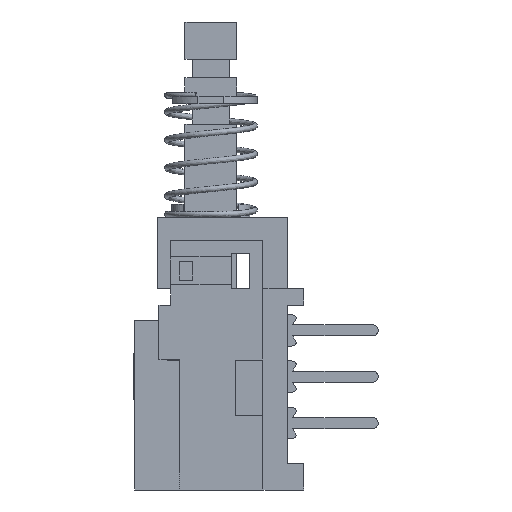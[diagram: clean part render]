
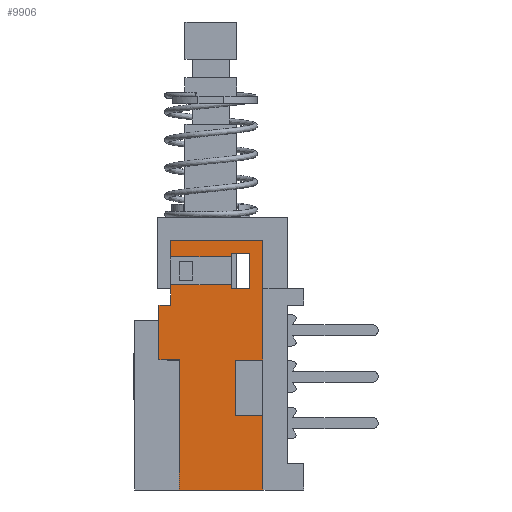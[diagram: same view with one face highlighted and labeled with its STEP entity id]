
A CAD part, left-side view. The second image highlights one B-rep face of the part: STEP entity #9906.
In plain terms, the highlighted planar face has unit normal (-1, 0, 0).
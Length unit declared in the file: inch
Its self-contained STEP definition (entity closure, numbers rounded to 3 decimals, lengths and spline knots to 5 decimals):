
#3869=CARTESIAN_POINT('',(-0.1437,0.08547,-0.12992));
#3870=VERTEX_POINT('',#3869);
#3877=CARTESIAN_POINT('',(-0.1437,-0.04331,-0.12992));
#3878=VERTEX_POINT('',#3877);
#3879=CARTESIAN_POINT('',(-0.1437,-0.04331,-0.12992));
#3880=DIRECTION('',(0.0,1.0,0.0));
#3881=VECTOR('',#3880,0.12878);
#3882=LINE('',#3879,#3881);
#3883=EDGE_CURVE('',#3878,#3870,#3882,.T.);
#4097=CARTESIAN_POINT('',(-0.1437,-0.11024,-0.03543));
#4098=VERTEX_POINT('',#4097);
#4105=CARTESIAN_POINT('',(-0.1437,-0.11024,-0.28937));
#4106=VERTEX_POINT('',#4105);
#4107=CARTESIAN_POINT('',(-0.1437,-0.11024,-0.28937));
#4108=DIRECTION('',(0.0,0.0,1.0));
#4109=VECTOR('',#4108,0.25394);
#4110=LINE('',#4107,#4109);
#4111=EDGE_CURVE('',#4106,#4098,#4110,.T.);
#4129=CARTESIAN_POINT('',(-0.1437,-0.11024,-0.40748));
#4130=VERTEX_POINT('',#4129);
#4137=CARTESIAN_POINT('',(-0.1437,-0.11024,-0.56496));
#4138=VERTEX_POINT('',#4137);
#4139=CARTESIAN_POINT('',(-0.1437,-0.11024,-0.56496));
#4140=DIRECTION('',(0.0,0.0,1.0));
#4141=VECTOR('',#4140,0.15748);
#4142=LINE('',#4139,#4141);
#4143=EDGE_CURVE('',#4138,#4130,#4142,.T.);
#4300=CARTESIAN_POINT('',(-0.1437,0.08547,-0.17323));
#4301=VERTEX_POINT('',#4300);
#4308=CARTESIAN_POINT('',(-0.1437,0.08547,-0.12992));
#4309=DIRECTION('',(0.0,0.0,-1.0));
#4310=VECTOR('',#4309,0.04331);
#4311=LINE('',#4308,#4310);
#4312=EDGE_CURVE('',#3870,#4301,#4311,.T.);
#4508=CARTESIAN_POINT('',(-0.1437,-0.04331,-0.06299));
#4509=VERTEX_POINT('',#4508);
#4518=CARTESIAN_POINT('',(-0.1437,-0.04331,-0.07087));
#4519=VERTEX_POINT('',#4518);
#4520=CARTESIAN_POINT('',(-0.1437,-0.04331,-0.07087));
#4521=DIRECTION('',(0.0,0.0,1.0));
#4522=VECTOR('',#4521,0.00787);
#4523=LINE('',#4520,#4522);
#4524=EDGE_CURVE('',#4519,#4509,#4523,.T.);
#4534=CARTESIAN_POINT('',(-0.1437,-0.04331,-0.1378));
#4535=VERTEX_POINT('',#4534);
#4536=CARTESIAN_POINT('',(-0.1437,-0.04331,-0.1378));
#4537=DIRECTION('',(0.0,0.0,1.0));
#4538=VECTOR('',#4537,0.00787);
#4539=LINE('',#4536,#4538);
#4540=EDGE_CURVE('',#4535,#3878,#4539,.T.);
#4859=CARTESIAN_POINT('',(-0.1437,-0.08268,-0.1378));
#4860=VERTEX_POINT('',#4859);
#4874=CARTESIAN_POINT('',(-0.1437,-0.08268,-0.1378));
#4875=DIRECTION('',(0.0,1.0,0.0));
#4876=VECTOR('',#4875,0.03937);
#4877=LINE('',#4874,#4876);
#4878=EDGE_CURVE('',#4860,#4535,#4877,.T.);
#4919=CARTESIAN_POINT('',(-0.1437,0.11024,-0.17323));
#4920=VERTEX_POINT('',#4919);
#4929=CARTESIAN_POINT('',(-0.1437,0.08547,-0.17323));
#4930=DIRECTION('',(0.0,1.0,0.0));
#4931=VECTOR('',#4930,0.02476);
#4932=LINE('',#4929,#4931);
#4933=EDGE_CURVE('',#4301,#4920,#4932,.T.);
#4982=CARTESIAN_POINT('',(-0.1437,0.08547,-0.07087));
#4983=VERTEX_POINT('',#4982);
#4990=CARTESIAN_POINT('',(-0.1437,0.08547,-0.03543));
#4991=VERTEX_POINT('',#4990);
#4992=CARTESIAN_POINT('',(-0.1437,0.08547,-0.07087));
#4993=DIRECTION('',(0.0,0.0,1.0));
#4994=VECTOR('',#4993,0.03543);
#4995=LINE('',#4992,#4994);
#4996=EDGE_CURVE('',#4983,#4991,#4995,.T.);
#5053=CARTESIAN_POINT('',(-0.1437,0.11024,-0.28937));
#5054=VERTEX_POINT('',#5053);
#5061=CARTESIAN_POINT('',(-0.1437,0.11024,-0.17323));
#5062=DIRECTION('',(0.0,0.0,-1.0));
#5063=VECTOR('',#5062,0.11614);
#5064=LINE('',#5061,#5063);
#5065=EDGE_CURVE('',#4920,#5054,#5064,.T.);
#6055=CARTESIAN_POINT('',(-0.1437,0.08547,-0.07087));
#6056=DIRECTION('',(0.0,-1.0,0.0));
#6057=VECTOR('',#6056,0.12878);
#6058=LINE('',#6055,#6057);
#6059=EDGE_CURVE('',#4983,#4519,#6058,.T.);
#6417=CARTESIAN_POINT('',(-0.1437,-0.05118,-0.28937));
#6418=VERTEX_POINT('',#6417);
#6427=CARTESIAN_POINT('',(-0.1437,-0.05118,-0.28937));
#6428=DIRECTION('',(0.0,-1.0,0.0));
#6429=VECTOR('',#6428,0.05906);
#6430=LINE('',#6427,#6429);
#6431=EDGE_CURVE('',#6418,#4106,#6430,.T.);
#6441=CARTESIAN_POINT('',(-0.1437,-0.05118,-0.40748));
#6442=VERTEX_POINT('',#6441);
#6449=CARTESIAN_POINT('',(-0.1437,-0.11024,-0.40748));
#6450=DIRECTION('',(0.0,1.0,0.0));
#6451=VECTOR('',#6450,0.05906);
#6452=LINE('',#6449,#6451);
#6453=EDGE_CURVE('',#4130,#6442,#6452,.T.);
#6467=CARTESIAN_POINT('',(-0.1437,-0.05118,-0.40748));
#6468=DIRECTION('',(0.0,0.0,1.0));
#6469=VECTOR('',#6468,0.11811);
#6470=LINE('',#6467,#6469);
#6471=EDGE_CURVE('',#6442,#6418,#6470,.T.);
#6961=CARTESIAN_POINT('',(-0.1437,0.06693,-0.28937));
#6962=VERTEX_POINT('',#6961);
#6969=CARTESIAN_POINT('',(-0.1437,0.06693,-0.28937));
#6970=DIRECTION('',(0.0,1.0,0.0));
#6971=VECTOR('',#6970,0.04331);
#6972=LINE('',#6969,#6971);
#6973=EDGE_CURVE('',#6962,#5054,#6972,.T.);
#6985=CARTESIAN_POINT('',(-0.1437,0.06693,-0.56496));
#6986=VERTEX_POINT('',#6985);
#6993=CARTESIAN_POINT('',(-0.1437,0.06693,-0.28937));
#6994=DIRECTION('',(0.0,0.0,-1.0));
#6995=VECTOR('',#6994,0.27559);
#6996=LINE('',#6993,#6995);
#6997=EDGE_CURVE('',#6962,#6986,#6996,.T.);
#7218=CARTESIAN_POINT('',(-0.1437,-0.08268,-0.06299));
#7219=VERTEX_POINT('',#7218);
#7220=CARTESIAN_POINT('',(-0.1437,-0.08268,-0.1378));
#7221=DIRECTION('',(0.0,0.0,1.0));
#7222=VECTOR('',#7221,0.0748);
#7223=LINE('',#7220,#7222);
#7224=EDGE_CURVE('',#4860,#7219,#7223,.T.);
#9675=CARTESIAN_POINT('',(-0.1437,-0.08268,-0.06299));
#9676=DIRECTION('',(0.0,1.0,0.0));
#9677=VECTOR('',#9676,0.03937);
#9678=LINE('',#9675,#9677);
#9679=EDGE_CURVE('',#7219,#4509,#9678,.T.);
#9692=CARTESIAN_POINT('',(-0.1437,-0.11024,-0.03543));
#9693=DIRECTION('',(0.0,1.0,0.0));
#9694=VECTOR('',#9693,0.19571);
#9695=LINE('',#9692,#9694);
#9696=EDGE_CURVE('',#4098,#4991,#9695,.T.);
#9776=CARTESIAN_POINT('',(-0.1437,-0.11024,-0.56496));
#9777=DIRECTION('',(0.0,1.0,0.0));
#9778=VECTOR('',#9777,0.17717);
#9779=LINE('',#9776,#9778);
#9780=EDGE_CURVE('',#4138,#6986,#9779,.T.);
#9879=CARTESIAN_POINT('',(-0.1437,-0.12126,-0.59144));
#9880=DIRECTION('',(-1.0,0.0,0.0));
#9881=DIRECTION('',(0.0,0.0,1.0));
#9882=AXIS2_PLACEMENT_3D('',#9879,#9880,#9881);
#9883=PLANE('',#9882);
#9884=ORIENTED_EDGE('',*,*,#4111,.T.);
#9885=ORIENTED_EDGE('',*,*,#9696,.T.);
#9886=ORIENTED_EDGE('',*,*,#4996,.F.);
#9887=ORIENTED_EDGE('',*,*,#6059,.T.);
#9888=ORIENTED_EDGE('',*,*,#4524,.T.);
#9889=ORIENTED_EDGE('',*,*,#9679,.F.);
#9890=ORIENTED_EDGE('',*,*,#7224,.F.);
#9891=ORIENTED_EDGE('',*,*,#4878,.T.);
#9892=ORIENTED_EDGE('',*,*,#4540,.T.);
#9893=ORIENTED_EDGE('',*,*,#3883,.T.);
#9894=ORIENTED_EDGE('',*,*,#4312,.T.);
#9895=ORIENTED_EDGE('',*,*,#4933,.T.);
#9896=ORIENTED_EDGE('',*,*,#5065,.T.);
#9897=ORIENTED_EDGE('',*,*,#6973,.F.);
#9898=ORIENTED_EDGE('',*,*,#6997,.T.);
#9899=ORIENTED_EDGE('',*,*,#9780,.F.);
#9900=ORIENTED_EDGE('',*,*,#4143,.T.);
#9901=ORIENTED_EDGE('',*,*,#6453,.T.);
#9902=ORIENTED_EDGE('',*,*,#6471,.T.);
#9903=ORIENTED_EDGE('',*,*,#6431,.T.);
#9904=EDGE_LOOP('',(#9884,#9885,#9886,#9887,#9888,#9889,#9890,#9891,#9892,#9893,#9894,#9895,#9896,#9897,#9898,#9899,#9900,#9901,#9902,#9903));
#9905=FACE_OUTER_BOUND('',#9904,.T.);
#9906=ADVANCED_FACE('',(#9905),#9883,.T.);
